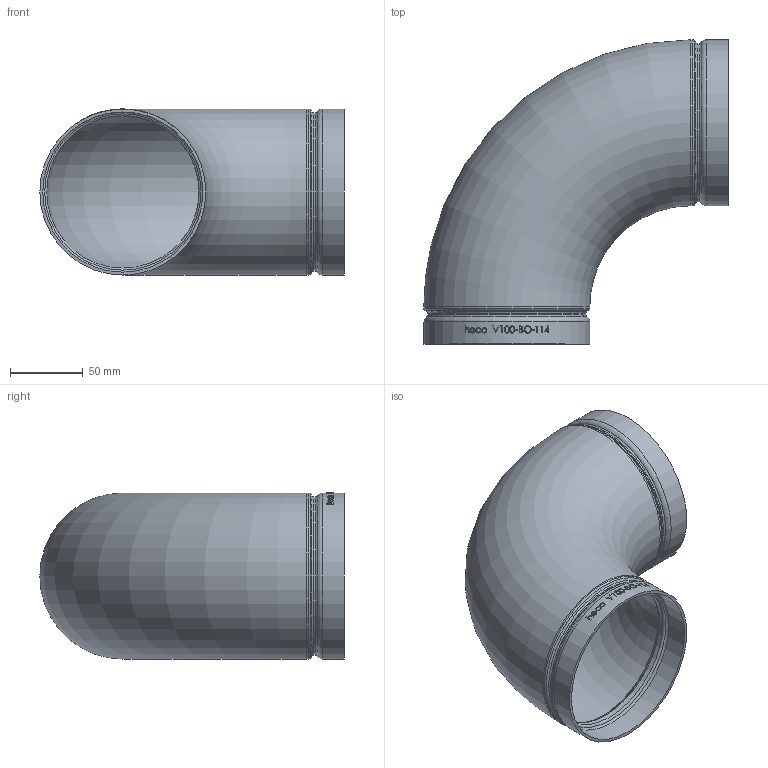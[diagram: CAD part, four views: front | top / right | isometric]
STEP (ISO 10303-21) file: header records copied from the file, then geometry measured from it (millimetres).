
FILE_DESCRIPTION (( 'STEP AP214' ), '1' );
FILE_NAME ('V100-BO-114-x Typ E490 DN100 400 Ø114,3 1812.STEP', '2018-12-12T14:48:09', ( '' ), ( '' ), 'SwSTEP 2.0', 'SolidWorks 2016', '' );
FILE_SCHEMA (( 'AUTOMOTIVE_DESIGN' ));
Length unit declared in the file: inch
Products named in the file (1): V100-BO-114-x Typ E490 DN100 400 Ø114,3 1812
Bounding box: 209.55 x 209.55 x 114.33 mm (x, y, z)
Volume: 180080.1 mm3; surface area: 181007.5 mm2
Topology: 1 solids, 1 shells, 197 faces, 497 edges, 325 vertices
Faces by surface type: bspline 82, plane 58, cylinder 35, torus 18, cone 4
Full cylindrical faces by diameter (mm): 104.841 x2, 108.839 x2, 110.302 x4, 114.3 x4
Entity records: 21839 total; most frequent: CARTESIAN_POINT 15960, ORIENTED_EDGE 900, DIRECTION 523, EDGE_CURVE 450, VERTEX_POINT 312, B_SPLINE_CURVE_WITH_KNOTS 261, EDGE_LOOP 256, FACE_OUTER_BOUND 227
